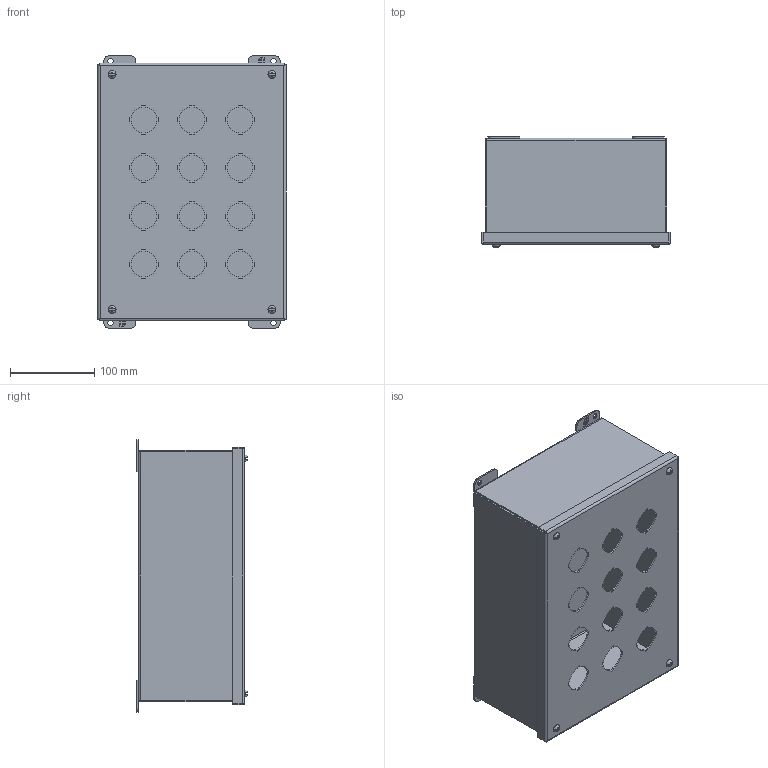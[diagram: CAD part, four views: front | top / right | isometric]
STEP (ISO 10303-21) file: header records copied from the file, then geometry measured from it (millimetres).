
FILE_DESCRIPTION (( 'STEP AP203' ), '1' );
FILE_NAME ('1437O_Default.step', '2019-11-08T19:15:51', ( '' ), ( '' ), 'SwSTEP 2.0', 'SolidWorks 2019', '' );
FILE_SCHEMA (( 'CONFIG_CONTROL_DESIGN' ));
Length unit declared in the file: inch
Products named in the file (1): 1437O_Default
Bounding box: 223.82 x 131.36 x 323.85 mm (x, y, z)
Volume: 556958.4 mm3; surface area: 586635.6 mm2
Topology: 23 solids, 23 shells, 907 faces, 2400 edges, 1567 vertices
Faces by surface type: plane 643, cylinder 208, cone 24, bspline 24, torus 8
Entity records: 28993 total; most frequent: CARTESIAN_POINT 6305, ORIENTED_EDGE 4796, DIRECTION 4508, EDGE_CURVE 2398, LINE 1768, VECTOR 1768, VERTEX_POINT 1567, AXIS2_PLACEMENT_3D 1370
